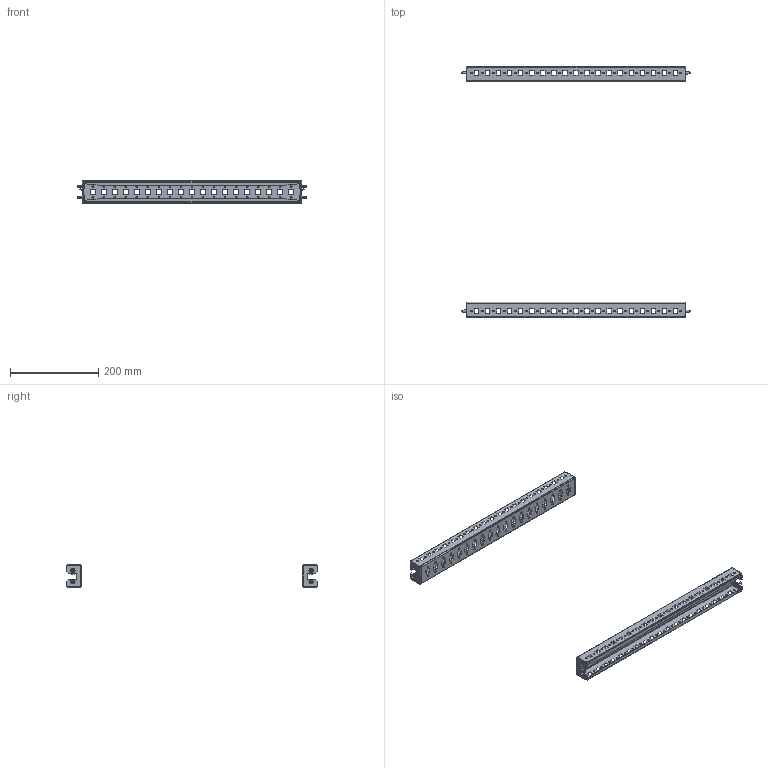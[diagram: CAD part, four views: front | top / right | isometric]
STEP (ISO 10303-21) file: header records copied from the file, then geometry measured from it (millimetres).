
FILE_DESCRIPTION (( 'STEP AP203' ), '1' );
FILE_NAME ('MA1.300.060620.10.00 AleSta-ARM600 Ðåéêà ìîíòàæíàÿ ïåðôîðèðîâàííàÿ Ä600 (2 øò).STEP', '2024-06-18T07:36:02', ( '' ), ( '' ), 'SwSTEP 2.0', 'SolidWorks 2021', '' );
FILE_SCHEMA (( 'CONFIG_CONTROL_DESIGN' ));
Length unit declared in the file: millimetre
Products named in the file (3): MA1.300.060620.10.00 AleSta-ARM600 Ðåéêà ìîíòàæíàÿ ïåðôîðèðîâàííàÿ Ä600 (2 øò); MA1.300.060620.10.01 Ðåéêà ìîíòàæíàÿ ïåðôîðèðîâàííàÿ Ø_Ã = 600 ìì_˜_ƒ=600; Âèíò_ðåçüáîâûäàâëèâàþùèé_Ì5õ12_DIN 7500E_Œ5å12
Assembly tree (10 placements, depth 2):
  MA1.300.060620.10.00 AleSta-ARM600 Ðåéêà ìîíòàæíàÿ ïåðôîðèðîâàííàÿ Ä600 (2 øò)
    MA1.300.060620.10.01 Ðåéêà ìîíòàæíàÿ ïåðôîðèðîâàííàÿ Ø_Ã = 600 ìì_˜_ƒ=600  x2
    Âèíò_ðåçüáîâûäàâëèâàþùèé_Ì5õ12_DIN 7500E_Œ5å12  x8
Bounding box: 518 x 568 x 50 mm (x, y, z)
Volume: 178509.7 mm3; surface area: 252225.6 mm2
Topology: 10 solids, 10 shells, 1106 faces, 3098 edges, 2028 vertices
Faces by surface type: plane 686, cylinder 388, bspline 16, cone 16
Entity records: 17848 total; most frequent: CARTESIAN_POINT 3301, ORIENTED_EDGE 2894, DIRECTION 2789, EDGE_CURVE 1447, LINE 1069, VECTOR 1069, VERTEX_POINT 948, AXIS2_PLACEMENT_3D 860
